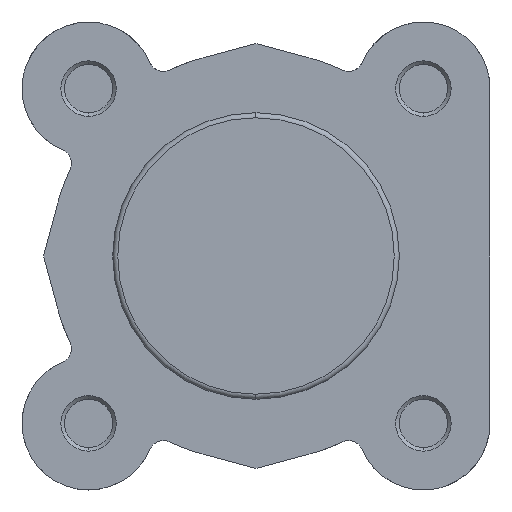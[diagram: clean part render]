
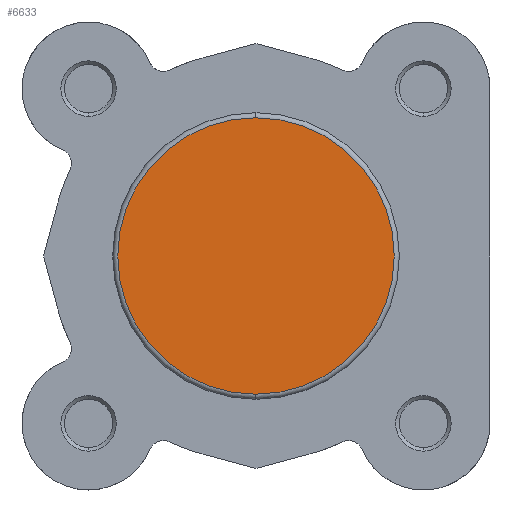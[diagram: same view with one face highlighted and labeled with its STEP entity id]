
A CAD part, left-side view. The second image highlights one B-rep face of the part: STEP entity #6633.
In plain terms, the highlighted planar face has unit normal (-1, 0, 0).
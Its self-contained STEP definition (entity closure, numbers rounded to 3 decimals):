
#924 = CIRCLE ( 'NONE', #5014, 19.2 ) ;
#948 = CIRCLE ( 'NONE', #5015, 19.2 ) ;
#1191 = FACE_OUTER_BOUND ( 'NONE', #5957, .T. ) ;
#2479 = CARTESIAN_POINT ( 'NONE',  ( 0., 0., 0. ) ) ;
#2486 = DIRECTION ( 'NONE',  ( -1., 0., 0. ) ) ;
#2487 = DIRECTION ( 'NONE',  ( 0., 0., -1. ) ) ;
#2516 = CARTESIAN_POINT ( 'NONE',  ( 0., 0., 0. ) ) ;
#2529 = DIRECTION ( 'NONE',  ( -1., 0., 0. ) ) ;
#2530 = DIRECTION ( 'NONE',  ( 0., 0., -1. ) ) ;
#2961 = CARTESIAN_POINT ( 'NONE',  ( 0., 0., -19.2 ) ) ;
#2995 = CARTESIAN_POINT ( 'NONE',  ( 0., 0., 19.2 ) ) ;
#3342 = CARTESIAN_POINT ( 'NONE',  ( 0., 12.5, 0. ) ) ;
#3343 = PLANE ( 'NONE',  #5120 ) ;
#3345 = DIRECTION ( 'NONE',  ( 1., 0., 0. ) ) ;
#3346 = DIRECTION ( 'NONE',  ( 0., 0., -1. ) ) ;
#4681 = EDGE_CURVE ( 'NONE', #5455, #5421, #924, .T. ) ;
#4698 = EDGE_CURVE ( 'NONE', #5421, #5455, #948, .T. ) ;
#5014 = AXIS2_PLACEMENT_3D ( 'NONE', #2479, #2486, #2487 ) ;
#5015 = AXIS2_PLACEMENT_3D ( 'NONE', #2516, #2529, #2530 ) ;
#5120 = AXIS2_PLACEMENT_3D ( 'NONE', #3342, #3345, #3346 ) ;
#5421 = VERTEX_POINT ( 'NONE', #2961 ) ;
#5455 = VERTEX_POINT ( 'NONE', #2995 ) ;
#5957 = EDGE_LOOP ( 'NONE', ( #6081, #6080 ) ) ;
#6080 = ORIENTED_EDGE ( 'NONE', *, *, #4681, .T. ) ;
#6081 = ORIENTED_EDGE ( 'NONE', *, *, #4698, .T. ) ;
#6633 = ADVANCED_FACE ( 'NONE', ( #1191 ), #3343, .F. ) ;
